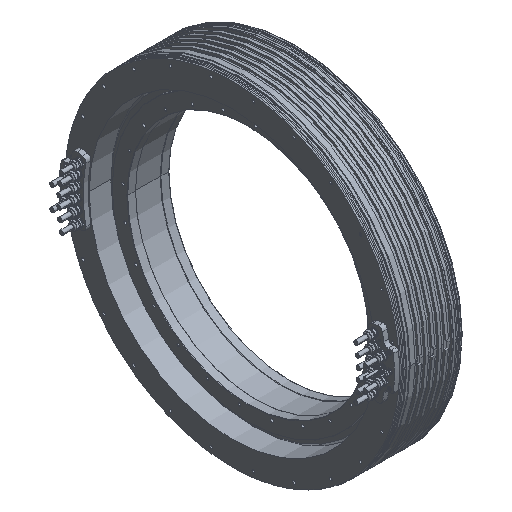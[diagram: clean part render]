
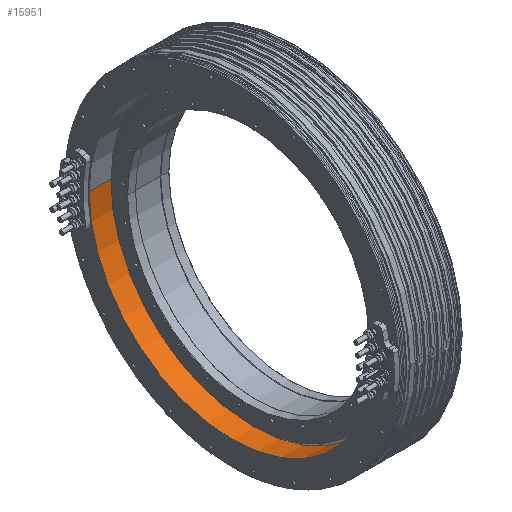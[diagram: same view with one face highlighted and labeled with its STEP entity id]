
A CAD part, isometric view. The second image highlights one B-rep face of the part: STEP entity #15951.
In plain terms, the highlighted cylindrical face has radius 344.5 mm (diameter 689 mm), a partial arc.
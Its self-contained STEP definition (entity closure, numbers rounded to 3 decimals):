
#401=CARTESIAN_POINT('',(-65.,0.,0.));
#402=DIRECTION('',(-1.,0.,0.));
#403=DIRECTION('',(0.,1.,0.));
#404=AXIS2_PLACEMENT_3D('',#401,#402,#403);
#848=DIRECTION('',(1.,0.,0.));
#849=VECTOR('',#848,150.);
#850=CARTESIAN_POINT('',(-65.,-344.5,0.));
#851=LINE('',#850,#849);
#852=DIRECTION('',(-1.,0.,0.));
#853=VECTOR('',#852,150.);
#854=CARTESIAN_POINT('',(85.,344.5,0.));
#855=LINE('',#854,#853);
#856=CARTESIAN_POINT('',(85.,0.,0.));
#857=DIRECTION('',(1.,0.,0.));
#858=DIRECTION('',(0.,-1.,0.));
#859=AXIS2_PLACEMENT_3D('',#856,#857,#858);
#12804=CARTESIAN_POINT('',(-65.,-344.5,0.));
#12805=CARTESIAN_POINT('',(-65.,344.5,0.));
#12806=VERTEX_POINT('',#12804);
#12807=VERTEX_POINT('',#12805);
#12808=CARTESIAN_POINT('',(85.,-344.5,0.));
#12809=CARTESIAN_POINT('',(85.,344.5,0.));
#12810=VERTEX_POINT('',#12808);
#12811=VERTEX_POINT('',#12809);
#15939=CARTESIAN_POINT('',(-11.4,0.,0.));
#15940=DIRECTION('',(1.,0.,0.));
#15941=DIRECTION('',(0.,-1.,0.));
#15942=AXIS2_PLACEMENT_3D('',#15939,#15940,#15941);
#15943=CYLINDRICAL_SURFACE('',#15942,344.5);
#15944=ORIENTED_EDGE('',*,*,#15933,.F.);
#15946=ORIENTED_EDGE('',*,*,#15945,.F.);
#15947=ORIENTED_EDGE('',*,*,#15929,.F.);
#15948=ORIENTED_EDGE('',*,*,#15660,.F.);
#15949=EDGE_LOOP('',(#15944,#15946,#15947,#15948));
#15950=FACE_OUTER_BOUND('',#15949,.F.);
#405=CIRCLE('',#404,344.5);
#860=CIRCLE('',#859,344.5);
#15660=EDGE_CURVE('',#12807,#12806,#405,.T.);
#15929=EDGE_CURVE('',#12806,#12810,#851,.T.);
#15933=EDGE_CURVE('',#12811,#12807,#855,.T.);
#15945=EDGE_CURVE('',#12810,#12811,#860,.T.);
#15951=ADVANCED_FACE('',(#15950),#15943,.F.);
